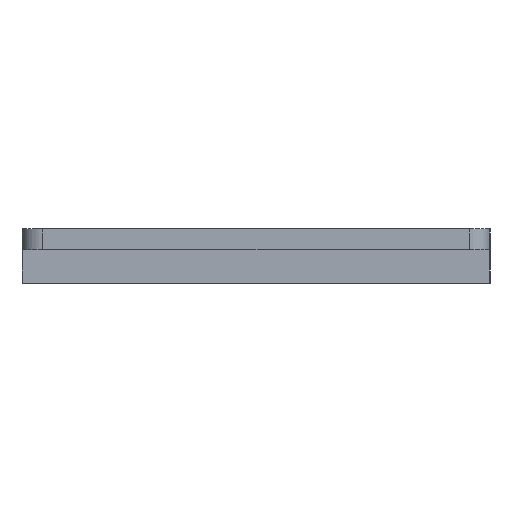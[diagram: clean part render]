
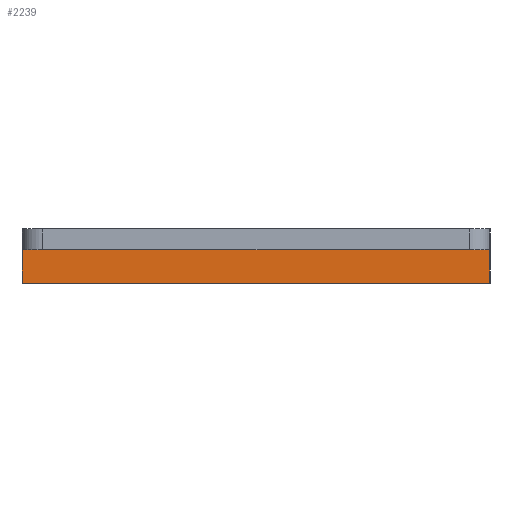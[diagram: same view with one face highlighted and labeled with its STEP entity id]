
A CAD part, left-side view. The second image highlights one B-rep face of the part: STEP entity #2239.
In plain terms, the highlighted planar face has unit normal (-1, 0, 0).
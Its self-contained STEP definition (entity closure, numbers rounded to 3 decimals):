
#147=PLANE('',#2486);
#244=FACE_OUTER_BOUND('',#406,.T.);
#406=EDGE_LOOP('',(#1851,#1852,#1853,#1854));
#600=LINE('',#3647,#766);
#601=LINE('',#3649,#767);
#602=LINE('',#3651,#768);
#603=LINE('',#3652,#769);
#766=VECTOR('',#3034,10.);
#767=VECTOR('',#3035,10.);
#768=VECTOR('',#3036,10.);
#769=VECTOR('',#3037,10.);
#1130=VERTEX_POINT('',#3645);
#1131=VERTEX_POINT('',#3646);
#1132=VERTEX_POINT('',#3648);
#1133=VERTEX_POINT('',#3650);
#1404=EDGE_CURVE('',#1130,#1131,#600,.T.);
#1405=EDGE_CURVE('',#1130,#1132,#601,.T.);
#1406=EDGE_CURVE('',#1133,#1132,#602,.T.);
#1407=EDGE_CURVE('',#1131,#1133,#603,.T.);
#1851=ORIENTED_EDGE('',*,*,#1404,.F.);
#1852=ORIENTED_EDGE('',*,*,#1405,.T.);
#1853=ORIENTED_EDGE('',*,*,#1406,.F.);
#1854=ORIENTED_EDGE('',*,*,#1407,.F.);
#2239=ADVANCED_FACE('',(#244),#147,.T.);
#2486=AXIS2_PLACEMENT_3D('',#3644,#3032,#3033);
#3032=DIRECTION('center_axis',(-1.,0.,0.));
#3033=DIRECTION('ref_axis',(0.,1.,0.));
#3034=DIRECTION('',(0.,-1.,0.));
#3035=DIRECTION('',(0.,0.,-1.));
#3036=DIRECTION('',(0.,1.,0.));
#3037=DIRECTION('',(0.,0.,-1.));
#3644=CARTESIAN_POINT('Origin',(-5.,-5.,0.));
#3645=CARTESIAN_POINT('',(-5.,107.,0.));
#3646=CARTESIAN_POINT('',(-5.,-5.,0.));
#3647=CARTESIAN_POINT('',(-5.,23.,0.));
#3648=CARTESIAN_POINT('',(-5.,107.,-8.));
#3649=CARTESIAN_POINT('',(-5.,107.,0.));
#3650=CARTESIAN_POINT('',(-5.,-5.,-8.));
#3651=CARTESIAN_POINT('',(-5.,107.,-8.));
#3652=CARTESIAN_POINT('',(-5.,-5.,0.));
